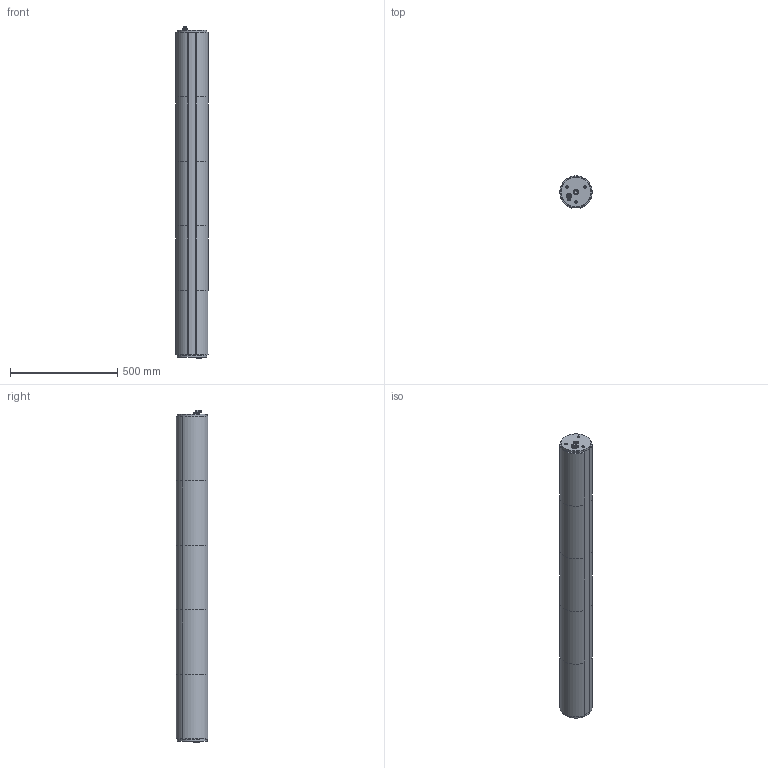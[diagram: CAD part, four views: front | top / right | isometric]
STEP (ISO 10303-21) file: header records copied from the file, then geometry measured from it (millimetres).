
FILE_DESCRIPTION (( 'STEP AP203' ), '1' );
FILE_NAME ('S38150XXX-330.STEP', '2020-01-03T19:40:36', ( '' ), ( '' ), 'SwSTEP 2.0', 'SolidWorks 2019', '' );
FILE_SCHEMA (( 'CONFIG_CONTROL_DESIGN' ));
Length unit declared in the file: inch
Products named in the file (20): Standard Airturn Wafers_64-0115-SK; S38150XXX-330; 90-0400_5225K747; Standard Airturn Plugs_38-0087; Standard Airturn Housings_Website ; 90-0390_4860K128
Assembly tree (20 placements, depth 2):
  S38150XXX-330
    Standard Airturn Housings_Website 
    Standard Airturn Plugs_38-0087  x2
    90-0390_4860K128
    90-0400_5225K747
    Standard Airturn Wafers_64-0115-SK
    Standard Airturn Wafers_64-0115-SK
    Standard Airturn Wafers_64-0115-SK
    Standard Airturn Wafers_64-0115-SK
    Standard Airturn Wafers_64-0115-SK
    Standard Airturn Wafers_64-0115-SK
    Standard Airturn Wafers_64-0115-SK
    Standard Airturn Wafers_64-0115-SK
    Standard Airturn Wafers_64-0115-SK
    Standard Airturn Wafers_64-0115-SK
    Standard Airturn Wafers_64-0115-SK
    Standard Airturn Wafers_64-0115-SK
    Standard Airturn Wafers_64-0115-SK
    Standard Airturn Wafers_64-0115-SK
    Standard Airturn Wafers_64-0115-SK
Bounding box: 149.43 x 147.16 x 1544.72 mm (x, y, z)
Volume: 8362391.8 mm3; surface area: 2703040.3 mm2
Topology: 22 solids, 22 shells, 278 faces, 599 edges, 385 vertices
Faces by surface type: plane 109, cone 76, cylinder 75, bspline 10, torus 6, sphere 2
Full cylindrical faces by diameter (mm): 6.73 x2, 8 x1, 10.2 x6, 10.328 x1, 10.8 x1, 12.15 x1, 13.5 x1, 16.908 x1, 17.326 x1, 17.462 x2, 18.432 x1, 19 x2, 20.952 x1, 22.06 x1, 23.238 x2, 25 x1, 119.482 x2, 121.158 x4, 123.698 x8, 127 x1, 138.938 x2, 139.7 x1
Entity records: 15041 total; most frequent: CARTESIAN_POINT 7862, DIRECTION 1084, ORIENTED_EDGE 902, EDGE_CURVE 451, AXIS2_PLACEMENT_3D 439, VERTEX_POINT 321, EDGE_LOOP 318, FACE_OUTER_BOUND 273
